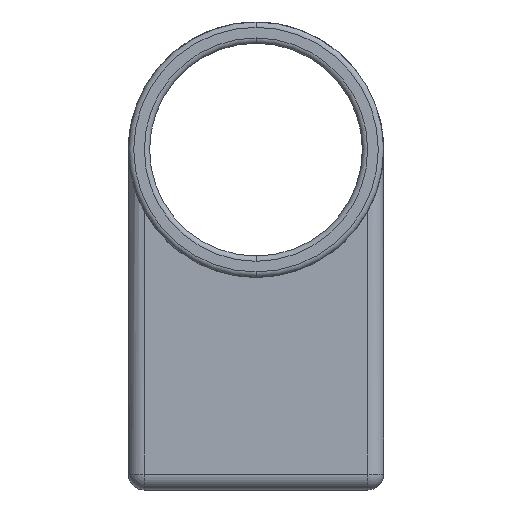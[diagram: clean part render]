
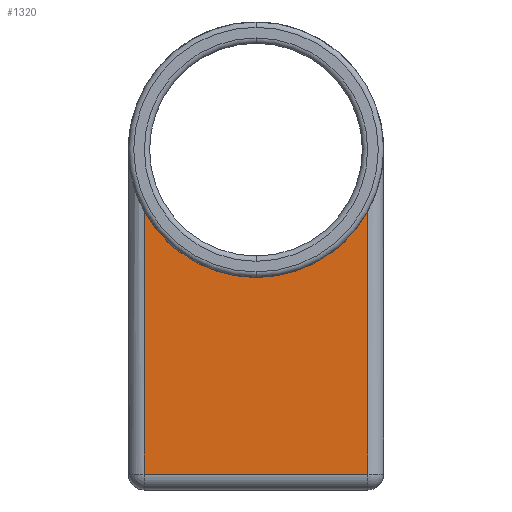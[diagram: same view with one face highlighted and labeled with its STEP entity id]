
A CAD part, front view. The second image highlights one B-rep face of the part: STEP entity #1320.
In plain terms, the highlighted planar face has unit normal (0, -1, 0).
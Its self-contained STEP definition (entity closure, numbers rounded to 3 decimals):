
#18 = CARTESIAN_POINT ( 'NONE',  ( 24., 0., -61. ) ) ;
#103 = CIRCLE ( 'NONE', #2015, 24. ) ;
#106 = EDGE_CURVE ( 'NONE', #3387, #840, #990, .T. ) ;
#166 = CARTESIAN_POINT ( 'NONE',  ( 21., 0., -61. ) ) ;
#170 = DIRECTION ( 'NONE',  ( 0., 0., -1. ) ) ;
#244 = VECTOR ( 'NONE', #1791, 1000. ) ;
#247 = VECTOR ( 'NONE', #170, 1000. ) ;
#269 = VERTEX_POINT ( 'NONE', #166 ) ;
#351 = CARTESIAN_POINT ( 'NONE',  ( -21., 0., -11.619 ) ) ;
#459 = EDGE_CURVE ( 'NONE', #840, #751, #103, .T. ) ;
#660 = ORIENTED_EDGE ( 'NONE', *, *, #2679, .T. ) ;
#726 = DIRECTION ( 'NONE',  ( 0., 1., 0. ) ) ;
#751 = VERTEX_POINT ( 'NONE', #1112 ) ;
#840 = VERTEX_POINT ( 'NONE', #1221 ) ;
#990 = CIRCLE ( 'NONE', #3218, 24. ) ;
#1112 = CARTESIAN_POINT ( 'NONE',  ( 21., 0., -11.619 ) ) ;
#1114 = DIRECTION ( 'NONE',  ( 0., 0., 1. ) ) ;
#1131 = DIRECTION ( 'NONE',  ( 0., 0., -1. ) ) ;
#1221 = CARTESIAN_POINT ( 'NONE',  ( 0., 0., -24. ) ) ;
#1320 = ADVANCED_FACE ( 'NONE', ( #1664 ), #1961, .F. ) ;
#1387 = DIRECTION ( 'NONE',  ( 0., 0., 1. ) ) ;
#1527 = EDGE_CURVE ( 'NONE', #1647, #269, #1843, .T. ) ;
#1647 = VERTEX_POINT ( 'NONE', #2466 ) ;
#1664 = FACE_OUTER_BOUND ( 'NONE', #2479, .T. ) ;
#1733 = CARTESIAN_POINT ( 'NONE',  ( 21., 0., 0. ) ) ;
#1791 = DIRECTION ( 'NONE',  ( 1., 0., 0. ) ) ;
#1808 = EDGE_CURVE ( 'NONE', #269, #751, #3432, .T. ) ;
#1843 = LINE ( 'NONE', #18, #244 ) ;
#1961 = PLANE ( 'NONE',  #2380 ) ;
#2015 = AXIS2_PLACEMENT_3D ( 'NONE', #3216, #3671, #1131 ) ;
#2135 = CARTESIAN_POINT ( 'NONE',  ( 0., 0., 0. ) ) ;
#2141 = ORIENTED_EDGE ( 'NONE', *, *, #1527, .T. ) ;
#2178 = DIRECTION ( 'NONE',  ( 0., -1., 0. ) ) ;
#2293 = LINE ( 'NONE', #2570, #247 ) ;
#2380 = AXIS2_PLACEMENT_3D ( 'NONE', #3088, #726, #1387 ) ;
#2458 = ORIENTED_EDGE ( 'NONE', *, *, #459, .F. ) ;
#2466 = CARTESIAN_POINT ( 'NONE',  ( -21., 0., -61. ) ) ;
#2479 = EDGE_LOOP ( 'NONE', ( #2141, #2546, #2458, #2887, #660 ) ) ;
#2546 = ORIENTED_EDGE ( 'NONE', *, *, #1808, .T. ) ;
#2570 = CARTESIAN_POINT ( 'NONE',  ( -21., 0., -64. ) ) ;
#2679 = EDGE_CURVE ( 'NONE', #3387, #1647, #2293, .T. ) ;
#2887 = ORIENTED_EDGE ( 'NONE', *, *, #106, .F. ) ;
#3088 = CARTESIAN_POINT ( 'NONE',  ( 0., 0., 0. ) ) ;
#3216 = CARTESIAN_POINT ( 'NONE',  ( 0., 0., 0. ) ) ;
#3218 = AXIS2_PLACEMENT_3D ( 'NONE', #2135, #2178, #3618 ) ;
#3387 = VERTEX_POINT ( 'NONE', #351 ) ;
#3432 = LINE ( 'NONE', #1733, #3510 ) ;
#3510 = VECTOR ( 'NONE', #1114, 1000. ) ;
#3618 = DIRECTION ( 'NONE',  ( 0., 0., -1. ) ) ;
#3671 = DIRECTION ( 'NONE',  ( 0., -1., 0. ) ) ;
